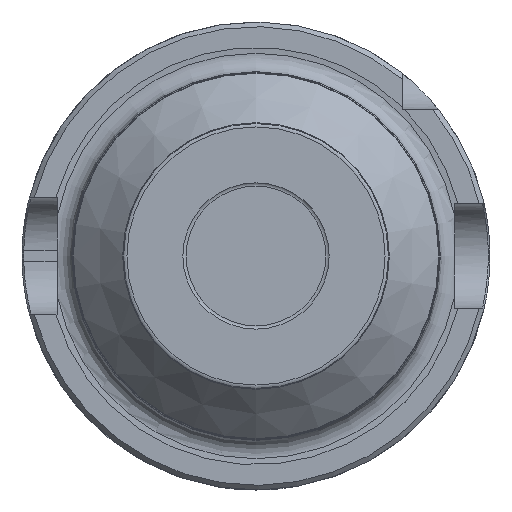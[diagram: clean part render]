
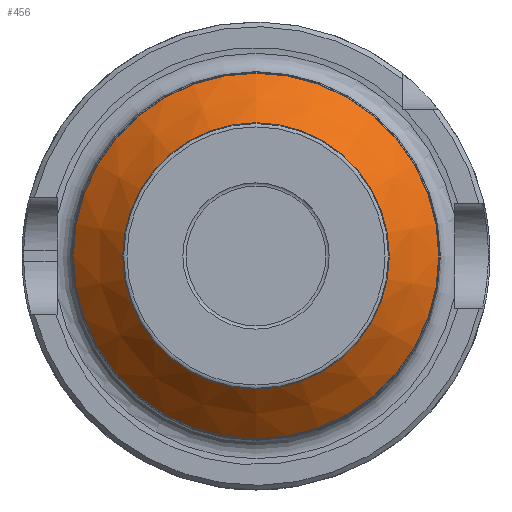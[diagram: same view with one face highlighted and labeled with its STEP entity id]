
A CAD part, left-side view. The second image highlights one B-rep face of the part: STEP entity #456.
In plain terms, the highlighted conical face has half-angle 45 degrees and reference radius 31.247 mm.
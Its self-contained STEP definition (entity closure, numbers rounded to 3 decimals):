
#93=CONICAL_SURFACE('',#1707,31.247,45.);
#456=ADVANCED_FACE('',(#538,#539),#93,.T.);
#538=FACE_BOUND('',#656,.T.);
#539=FACE_BOUND('',#657,.T.);
#656=EDGE_LOOP('',(#1092));
#657=EDGE_LOOP('',(#1093));
#1092=ORIENTED_EDGE('',*,*,#1476,.T.);
#1093=ORIENTED_EDGE('',*,*,#1475,.F.);
#1257=VERTEX_POINT('',#3180);
#1258=VERTEX_POINT('',#3183);
#1475=EDGE_CURVE('',#1257,#1257,#1545,.T.);
#1476=EDGE_CURVE('',#1258,#1258,#1546,.T.);
#1545=CIRCLE('',#1704,31.247);
#1546=CIRCLE('',#1706,22.781);
#1704=AXIS2_PLACEMENT_3D('',#3179,#2067,#2068);
#1706=AXIS2_PLACEMENT_3D('',#3182,#2071,#2072);
#1707=AXIS2_PLACEMENT_3D('',#3184,#2073,#2074);
#2067=DIRECTION('',(1.,0.,0.));
#2068=DIRECTION('',(0.,0.,1.));
#2071=DIRECTION('',(1.,0.,0.));
#2072=DIRECTION('',(0.,0.,1.));
#2073=DIRECTION('',(1.,0.,0.));
#2074=DIRECTION('',(0.,0.,-1.));
#3179=CARTESIAN_POINT('',(8.747,0.,0.));
#3180=CARTESIAN_POINT('',(8.747,0.,31.247));
#3182=CARTESIAN_POINT('',(0.281,0.,0.));
#3183=CARTESIAN_POINT('',(0.281,0.,22.781));
#3184=CARTESIAN_POINT('',(8.747,0.,0.));
